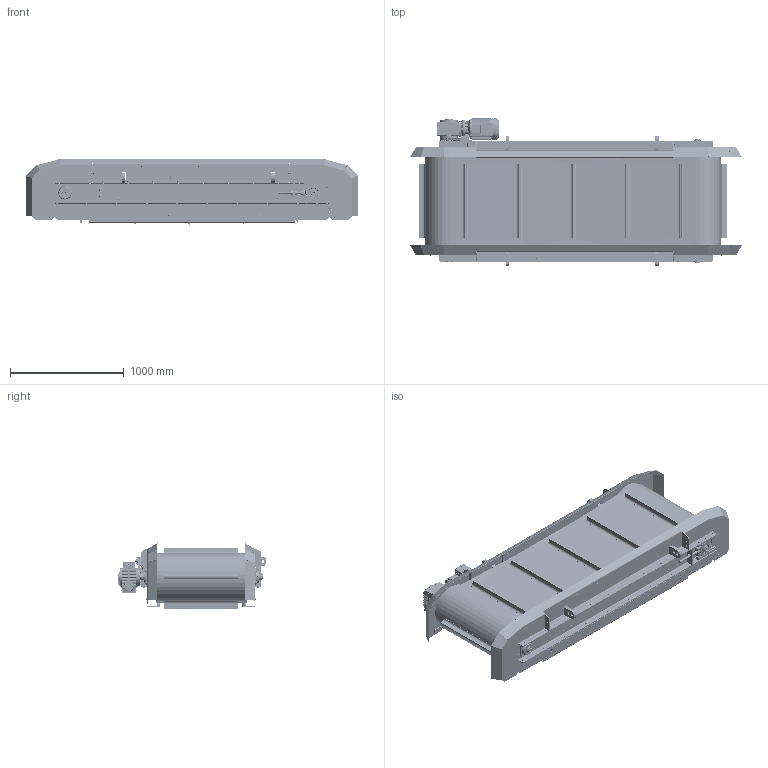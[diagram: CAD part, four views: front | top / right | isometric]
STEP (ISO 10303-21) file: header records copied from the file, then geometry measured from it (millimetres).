
FILE_DESCRIPTION(/* description */ (''),/* implementation_level */ '2;1');
FILE_NAME(/* name */ 'ROFC140341.stp',/* time_stamp */ '2022-05-10T10:47:18+02:00',/* author */ ('PH'),/* organization */ (''),/* preprocessor_version */ 'ST-DEVELOPER v18.1',/* originating_system */ 'Autodesk Inventor 2021',/* authorisation */ '');
FILE_SCHEMA (('AUTOMOTIVE_DESIGN { 1 0 10303 214 3 1 1 }'));
Length unit declared in the file: millimetre
Products named in the file (1): Součást1
Bounding box: 2914 x 1306 x 575.42 mm (x, y, z)
Volume: 191228120.8 mm3; surface area: 31178740 mm2
Topology: 32 solids, 158 shells, 8730 faces, 20531 edges, 12983 vertices
Faces by surface type: plane 4716, cylinder 2429, cone 1401, torus 75, bspline 71, sphere 38
Full cylindrical faces by diameter (mm): 1 x8, 3 x4, 5 x4, 6 x70, 6.647 x2, 7 x76, 7.323 x76, 8 x145, 8.376 x12, 8.4 x119, 8.5 x36, 8.57 x4, 9 x23, 9.188 x17, 9.7 x4, 10 x49, 10.4 x1, 10.5 x16, 11 x9, 11.053 x26, 11.4 x76, 12 x110, 13 x45, 13.5 x8, 13.835 x10, 14 x56, 14.5 x8, 15.4 x15, 16 x127, 16.2 x4
Entity records: 261446 total; most frequent: CARTESIAN_POINT 53297, DIRECTION 42224, ORIENTED_EDGE 40990, EDGE_CURVE 20495, AXIS2_PLACEMENT_3D 15968, VERTEX_POINT 13031, LINE 10288, VECTOR 10288
